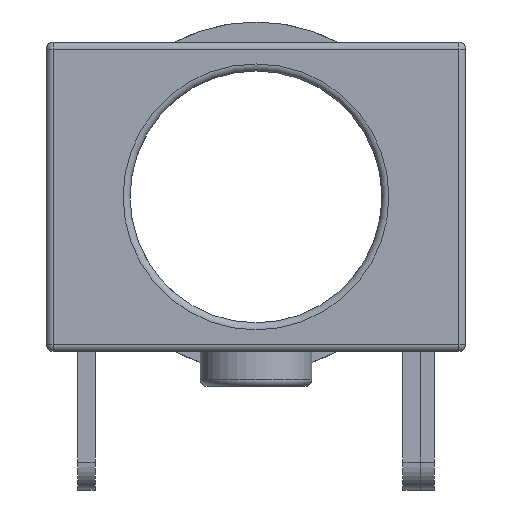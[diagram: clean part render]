
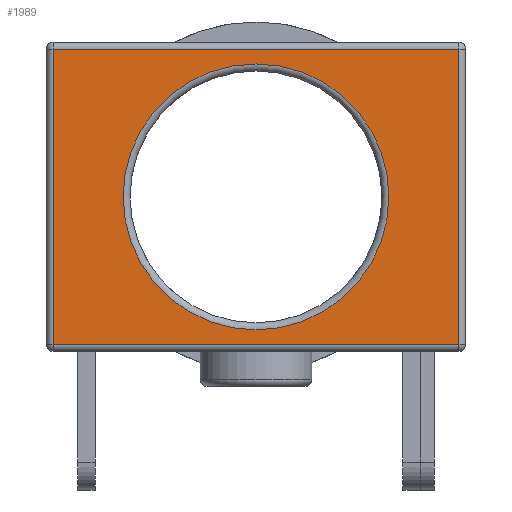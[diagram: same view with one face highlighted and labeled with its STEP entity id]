
A CAD part, front view. The second image highlights one B-rep face of the part: STEP entity #1989.
In plain terms, the highlighted planar face has unit normal (0, -1, 0).
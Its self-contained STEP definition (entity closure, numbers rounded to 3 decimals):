
#724 = VERTEX_POINT('',#725);
#725 = CARTESIAN_POINT('',(-2.9,-12.,0.1));
#734 = VERTEX_POINT('',#735);
#735 = CARTESIAN_POINT('',(2.9,-12.,0.1));
#742 = EDGE_CURVE('',#724,#734,#743,.T.);
#743 = LINE('',#744,#745);
#744 = CARTESIAN_POINT('',(-3.,-12.,0.1));
#745 = VECTOR('',#746,1.);
#746 = DIRECTION('',(1.,0.,0.));
#1989 = ADVANCED_FACE('',(#1990,#2015),#2026,.T.);
#1990 = FACE_BOUND('',#1991,.T.);
#1991 = EDGE_LOOP('',(#1992,#2002,#2008,#2009));
#1992 = ORIENTED_EDGE('',*,*,#1993,.T.);
#1993 = EDGE_CURVE('',#1994,#1996,#1998,.T.);
#1994 = VERTEX_POINT('',#1995);
#1995 = CARTESIAN_POINT('',(2.9,-12.,4.32));
#1996 = VERTEX_POINT('',#1997);
#1997 = CARTESIAN_POINT('',(-2.9,-12.,4.32));
#1998 = LINE('',#1999,#2000);
#1999 = CARTESIAN_POINT('',(3.,-12.,4.32));
#2000 = VECTOR('',#2001,1.);
#2001 = DIRECTION('',(-1.,0.,0.));
#2002 = ORIENTED_EDGE('',*,*,#2003,.T.);
#2003 = EDGE_CURVE('',#1996,#724,#2004,.T.);
#2004 = LINE('',#2005,#2006);
#2005 = CARTESIAN_POINT('',(-2.9,-12.,4.42));
#2006 = VECTOR('',#2007,1.);
#2007 = DIRECTION('',(0.,0.,-1.));
#2008 = ORIENTED_EDGE('',*,*,#742,.T.);
#2009 = ORIENTED_EDGE('',*,*,#2010,.T.);
#2010 = EDGE_CURVE('',#734,#1994,#2011,.T.);
#2011 = LINE('',#2012,#2013);
#2012 = CARTESIAN_POINT('',(2.9,-12.,0.));
#2013 = VECTOR('',#2014,1.);
#2014 = DIRECTION('',(0.,0.,1.));
#2015 = FACE_BOUND('',#2016,.T.);
#2016 = EDGE_LOOP('',(#2017));
#2017 = ORIENTED_EDGE('',*,*,#2018,.T.);
#2018 = EDGE_CURVE('',#2019,#2019,#2021,.T.);
#2019 = VERTEX_POINT('',#2020);
#2020 = CARTESIAN_POINT('',(-1.9,-12.,2.21));
#2021 = CIRCLE('',#2022,1.9);
#2022 = AXIS2_PLACEMENT_3D('',#2023,#2024,#2025);
#2023 = CARTESIAN_POINT('',(0.,-12.,2.21));
#2024 = DIRECTION('',(0.,1.,0.));
#2025 = DIRECTION('',(-1.,0.,0.));
#2026 = PLANE('',#2027);
#2027 = AXIS2_PLACEMENT_3D('',#2028,#2029,#2030);
#2028 = CARTESIAN_POINT('',(0.,-12.,2.21));
#2029 = DIRECTION('',(0.,-1.,0.));
#2030 = DIRECTION('',(0.,0.,1.));
